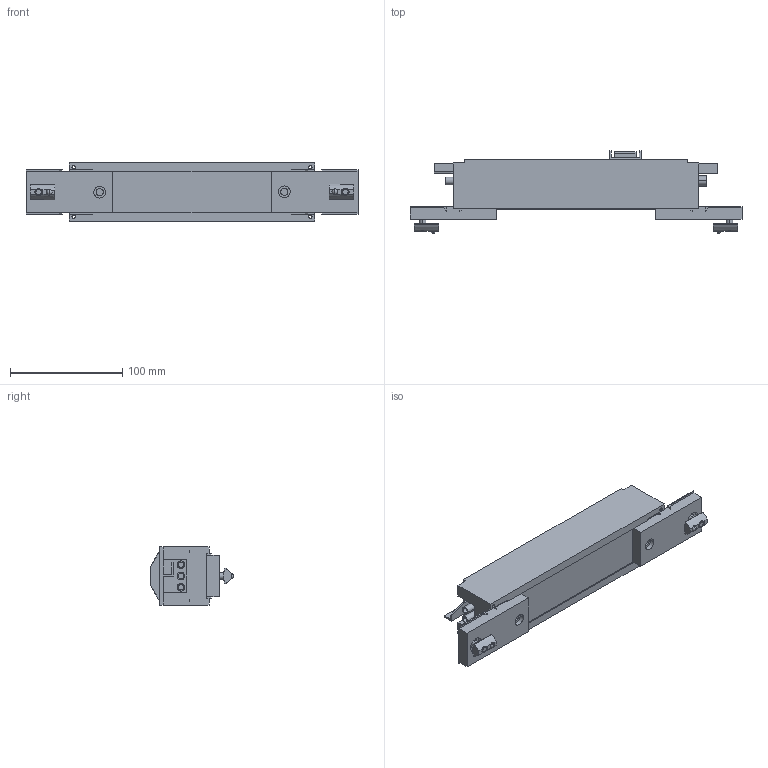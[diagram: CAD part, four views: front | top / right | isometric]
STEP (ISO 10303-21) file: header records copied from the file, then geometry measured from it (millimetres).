
FILE_DESCRIPTION (( 'STEP AP203' ), '1' );
FILE_NAME ('206539846_c_1.STEP', '2022-12-26T06:48:08', ( '' ), ( '' ), 'SwSTEP 2.0', 'SolidWorks 2014', '' );
FILE_SCHEMA (( 'CONFIG_CONTROL_DESIGN' ));
Length unit declared in the file: millimetre
Products named in the file (3): Syskomp 406539846 Steckdosenleiste, Steckdose schaltbar, Ausgang schaltbar; 206539846_c_1; Syskomp 206539800 Halteset I40 LE 02
Assembly tree (3 placements, depth 2):
  206539846_c_1
    Syskomp 406539846 Steckdosenleiste, Steckdose schaltbar, Ausgang schaltbar
    Syskomp 206539800 Halteset I40 LE 02  x2
Bounding box: 296 x 73.65 x 52 mm (x, y, z)
Volume: 489110.8 mm3; surface area: 90953.6 mm2
Topology: 9 solids, 9 shells, 365 faces, 924 edges, 600 vertices
Faces by surface type: plane 208, cylinder 116, cone 22, bspline 13, torus 6
Entity records: 8706 total; most frequent: CARTESIAN_POINT 1697, DIRECTION 1423, ORIENTED_EDGE 1356, EDGE_CURVE 678, AXIS2_PLACEMENT_3D 497, VERTEX_POINT 446, VECTOR 429, LINE 429
